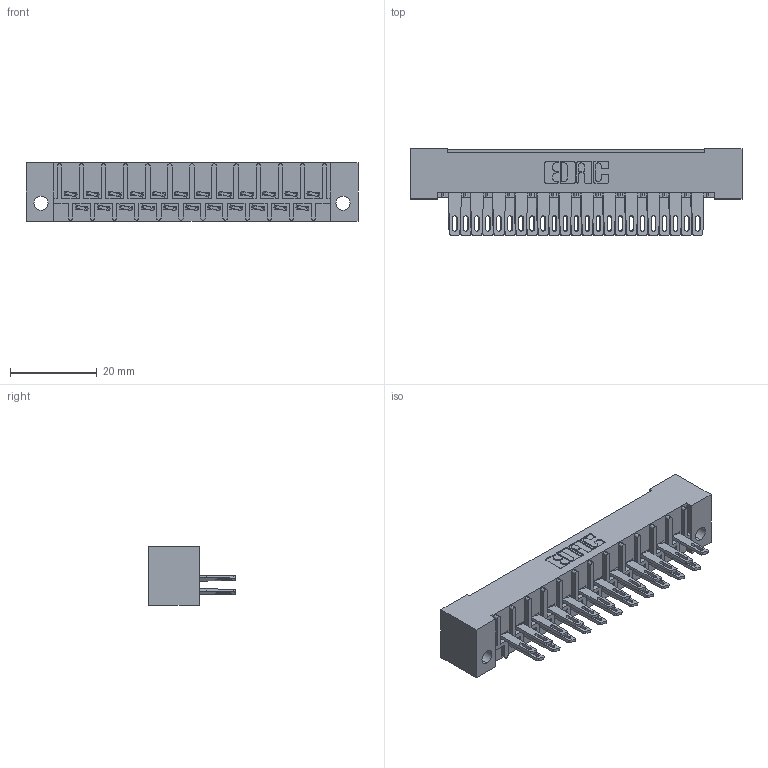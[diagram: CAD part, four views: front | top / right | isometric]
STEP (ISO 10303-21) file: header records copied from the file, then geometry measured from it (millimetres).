
FILE_DESCRIPTION (( 'STEP AP203' ), '1' );
FILE_NAME ('408-023-500-122.STEP', '2019-11-04T18:40:34', ( '' ), ( '' ), 'SwSTEP 2.0', 'SolidWorks 2016', '' );
FILE_SCHEMA (( 'CONFIG_CONTROL_DESIGN' ));
Length unit declared in the file: inch
Products named in the file (3): 408-290-001_408-290-100; 408 Part_023 - 1; 408-023-500-122
Assembly tree (24 placements, depth 2):
  408-023-500-122
    408 Part_023 - 1
    408-290-001_408-290-100  x23
Bounding box: 76.35 x 19.79 x 13.49 mm (x, y, z)
Volume: 8691.1 mm3; surface area: 10985.6 mm2
Topology: 24 solids, 24 shells, 1438 faces, 3964 edges, 2580 vertices
Faces by surface type: plane 1022, cylinder 324, bspline 92
Entity records: 19435 total; most frequent: CARTESIAN_POINT 3357, ORIENTED_EDGE 3264, DIRECTION 2994, EDGE_CURVE 1632, LINE 1424, VECTOR 1424, VERTEX_POINT 1084, AXIS2_PLACEMENT_3D 785
